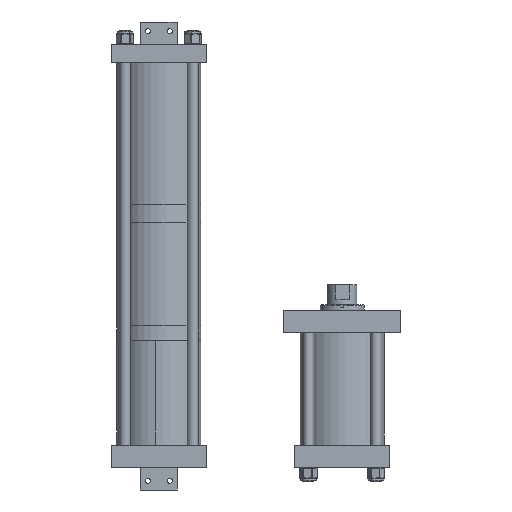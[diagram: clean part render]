
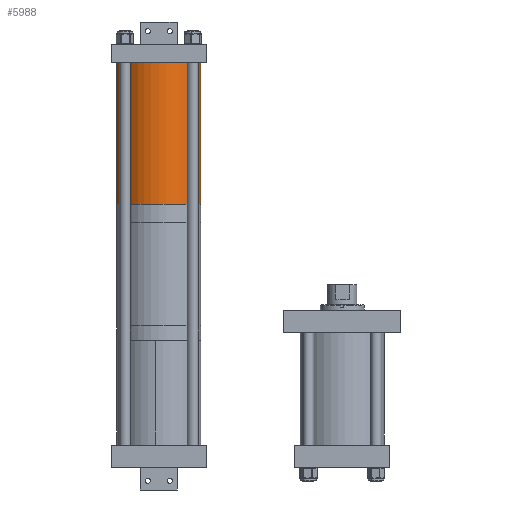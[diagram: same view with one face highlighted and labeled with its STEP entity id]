
A CAD part, front view. The second image highlights one B-rep face of the part: STEP entity #5988.
In plain terms, the highlighted cylindrical face has radius 73.025 mm (diameter 146.05 mm), a partial arc.
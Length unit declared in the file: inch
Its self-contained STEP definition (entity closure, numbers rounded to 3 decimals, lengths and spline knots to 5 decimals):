
#248 = DIRECTION ( 'NONE',  ( -1., 0., 0. ) ) ;
#346 = LINE ( 'NONE', #3931, #2405 ) ;
#1122 = VERTEX_POINT ( 'NONE', #12003 ) ;
#1730 = VERTEX_POINT ( 'NONE', #4566 ) ;
#1786 = EDGE_CURVE ( 'NONE', #8809, #1122, #7772, .T. ) ;
#1907 = CARTESIAN_POINT ( 'NONE',  ( -2.875, 0., 9.688 ) ) ;
#2405 = VECTOR ( 'NONE', #9910, 39.37008 ) ;
#2448 = CARTESIAN_POINT ( 'NONE',  ( 0., 0., 9.688 ) ) ;
#2476 = AXIS2_PLACEMENT_3D ( 'NONE', #12068, #13335, #7284 ) ;
#2504 = DIRECTION ( 'NONE',  ( 0., 0., -1. ) ) ;
#2686 = DIRECTION ( 'NONE',  ( 1., 0., 0. ) ) ;
#2888 = CIRCLE ( 'NONE', #7871, 2.875 ) ;
#3931 = CARTESIAN_POINT ( 'NONE',  ( -2.875, 0., 9.688 ) ) ;
#3991 = CARTESIAN_POINT ( 'NONE',  ( 2.875, 0., 0. ) ) ;
#4298 = AXIS2_PLACEMENT_3D ( 'NONE', #2448, #2504, #248 ) ;
#4566 = CARTESIAN_POINT ( 'NONE',  ( -2.875, 0., 0. ) ) ;
#5072 = CARTESIAN_POINT ( 'NONE',  ( 0., 0., 0. ) ) ;
#5988 = ADVANCED_FACE ( 'NONE', ( #11059 ), #10509, .T. ) ;
#6513 = VERTEX_POINT ( 'NONE', #3991 ) ;
#7192 = EDGE_CURVE ( 'NONE', #1730, #6513, #2888, .T. ) ;
#7284 = DIRECTION ( 'NONE',  ( 1., 0., 0. ) ) ;
#7397 = EDGE_CURVE ( 'NONE', #1122, #6513, #12926, .T. ) ;
#7772 = CIRCLE ( 'NONE', #2476, 2.875 ) ;
#7871 = AXIS2_PLACEMENT_3D ( 'NONE', #5072, #13593, #2686 ) ;
#8809 = VERTEX_POINT ( 'NONE', #1907 ) ;
#9183 = EDGE_LOOP ( 'NONE', ( #13550, #9707, #11000, #10529 ) ) ;
#9707 = ORIENTED_EDGE ( 'NONE', *, *, #1786, .F. ) ;
#9910 = DIRECTION ( 'NONE',  ( 0., 0., -1. ) ) ;
#10509 = CYLINDRICAL_SURFACE ( 'NONE', #4298, 2.875 ) ;
#10529 = ORIENTED_EDGE ( 'NONE', *, *, #7192, .T. ) ;
#11000 = ORIENTED_EDGE ( 'NONE', *, *, #14606, .T. ) ;
#11059 = FACE_OUTER_BOUND ( 'NONE', #9183, .T. ) ;
#12003 = CARTESIAN_POINT ( 'NONE',  ( 2.875, 0., 9.688 ) ) ;
#12068 = CARTESIAN_POINT ( 'NONE',  ( 0., 0., 9.688 ) ) ;
#12156 = VECTOR ( 'NONE', #12532, 39.37008 ) ;
#12532 = DIRECTION ( 'NONE',  ( 0., 0., -1. ) ) ;
#12926 = LINE ( 'NONE', #13746, #12156 ) ;
#13335 = DIRECTION ( 'NONE',  ( 0., 0., 1. ) ) ;
#13550 = ORIENTED_EDGE ( 'NONE', *, *, #7397, .F. ) ;
#13593 = DIRECTION ( 'NONE',  ( 0., 0., 1. ) ) ;
#13746 = CARTESIAN_POINT ( 'NONE',  ( 2.875, 0., 9.688 ) ) ;
#14606 = EDGE_CURVE ( 'NONE', #8809, #1730, #346, .T. ) ;
